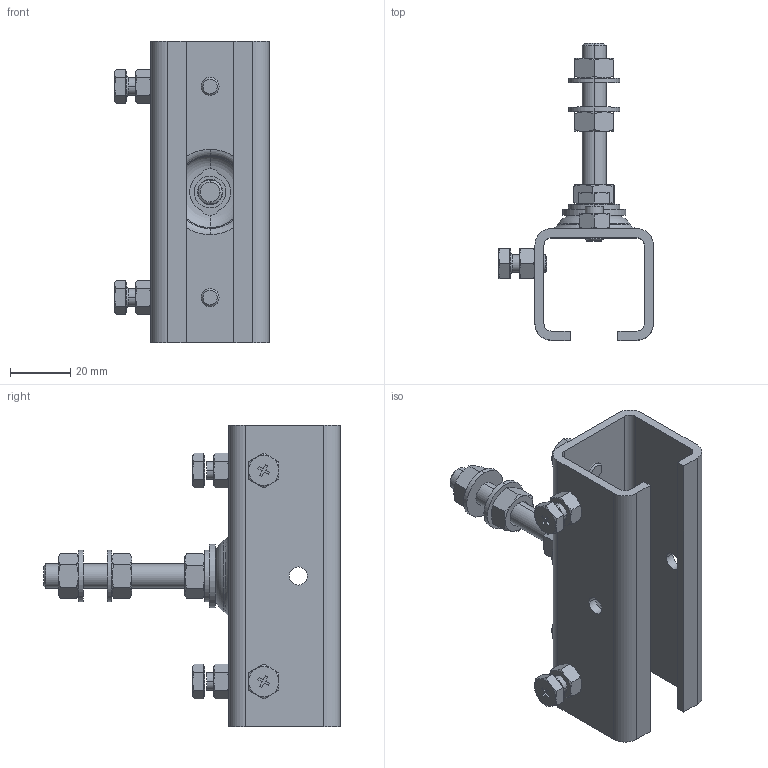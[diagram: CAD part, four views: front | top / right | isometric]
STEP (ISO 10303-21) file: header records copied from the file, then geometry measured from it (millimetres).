
FILE_DESCRIPTION (( 'STEP AP214' ), '1' );
FILE_NAME ('0020504.step', '2022-08-19T11:34:22', ( '' ), ( '' ), 'SwSTEP 2.0', 'SolidWorks 2020', '' );
FILE_SCHEMA (( 'AUTOMOTIVE_DESIGN' ));
Length unit declared in the file: inch
Products named in the file (1): 0020504
Bounding box: 51.28 x 98.49 x 100 mm (x, y, z)
Surface area: 31218 mm2 (no closed solid volume)
Topology: 0 solids, 21 shells, 291 faces, 753 edges, 492 vertices
Faces by surface type: plane 160, cone 81, cylinder 42, torus 8
Entity records: 11201 total; most frequent: CARTESIAN_POINT 4277, ORIENTED_EDGE 1392, DIRECTION 1349, EDGE_CURVE 753, AXIS2_PLACEMENT_3D 497, VERTEX_POINT 492, VECTOR 355, LINE 355
